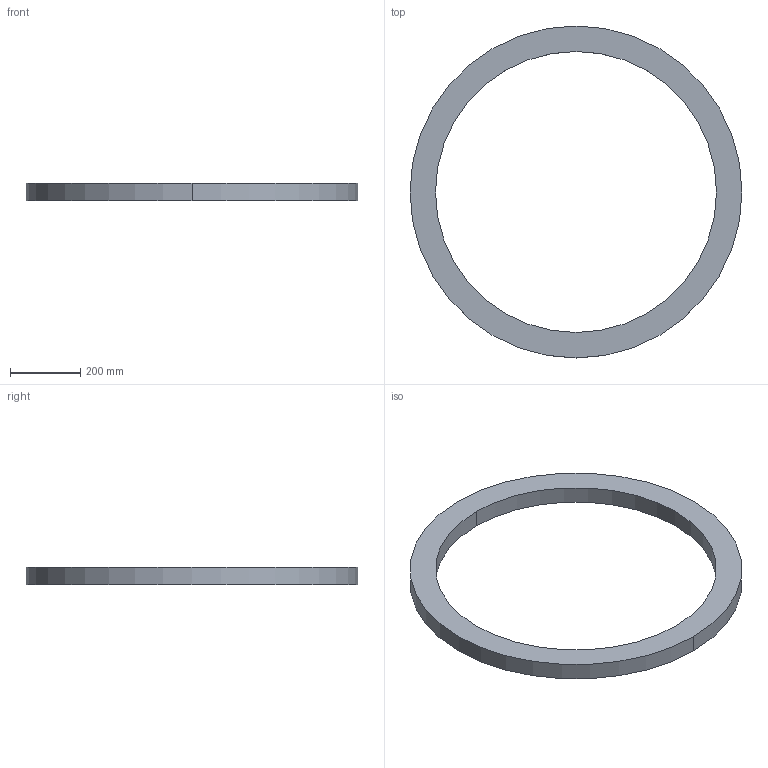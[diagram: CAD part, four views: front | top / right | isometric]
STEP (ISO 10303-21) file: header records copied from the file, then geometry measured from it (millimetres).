
FILE_DESCRIPTION (( 'STEP AP203' ), '1' );
FILE_NAME ('Rudus 6780050 Korotusrengas kaukolämpö 800x50.step', '2020-03-16T06:41:15', ( '' ), ( '' ), 'SwSTEP 2.0', 'SolidWorks 2019', '' );
FILE_SCHEMA (( 'CONFIG_CONTROL_DESIGN' ));
Length unit declared in the file: millimetre
Products named in the file (2): Rudus 6780050 Korotusrengas kaukolämpö 800x50; kaivo-osa-korotusrengas_Kaukol„mp”
Assembly tree (1 placements, depth 2):
  Rudus 6780050 Korotusrengas kaukolämpö 800x50
    kaivo-osa-korotusrengas_Kaukol„mp”
Bounding box: 945 x 945 x 50 mm (x, y, z)
Volume: 9936268.5 mm3; surface area: 671554.7 mm2
Topology: 1 solids, 1 shells, 6 faces, 12 edges, 8 vertices
Faces by surface type: cylinder 4, plane 2
Entity records: 364 total; most frequent: DIRECTION 40, CARTESIAN_POINT 30, ORIENTED_EDGE 24, AXIS2_PLACEMENT_3D 18, PERSON_AND_ORGANIZATION 17, CALENDAR_DATE 12, COORDINATED_UNIVERSAL_TIME_OFFSET 12, DATE_AND_TIME 12
